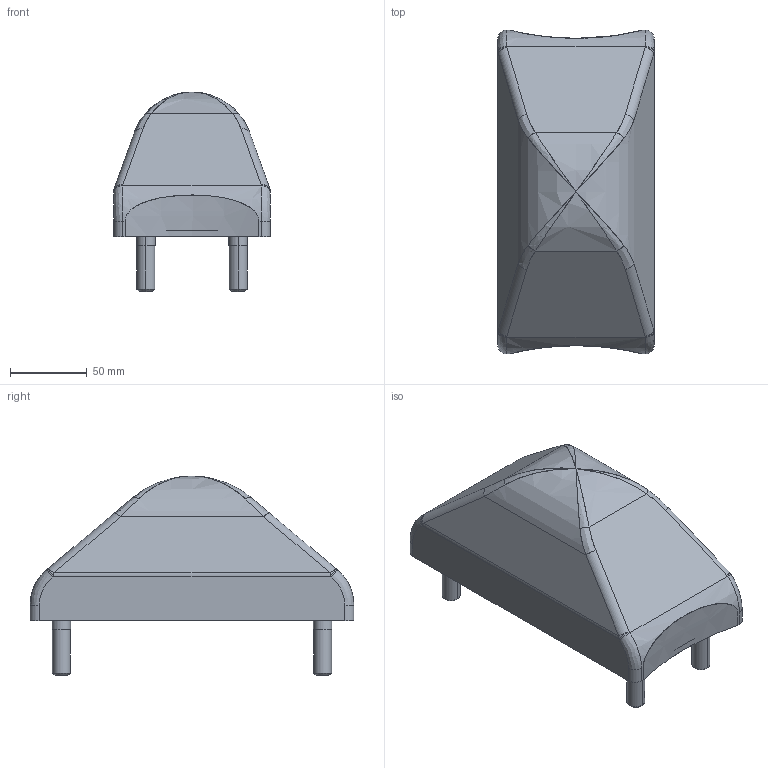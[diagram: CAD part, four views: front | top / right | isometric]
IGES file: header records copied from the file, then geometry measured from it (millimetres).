
Start section: START RECORD GO HERE.
Global section: file name: 51918600-B-Butee.igs; native system: DASSAULT SYSTEMES CATIA Version 5-6 Release 2019 - www.3ds.com; preprocessor: V5-6R2019_5.29.5.0.06-25-2020.18.00; author: A0H03062; organization: SD6; date: 20210401.104630; units: millimetre
Bounding box: 102 x 210.69 x 130 mm (x, y, z)
Surface area: 127966.8 mm2 (no closed solid volume)
Topology: 0 solids, 0 shells, 185 faces, 868 edges, 864 vertices
Faces by surface type: plane 91, revolution 86, bspline 8
